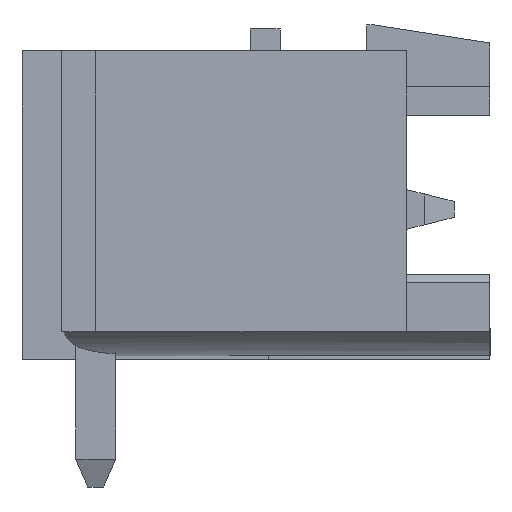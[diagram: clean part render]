
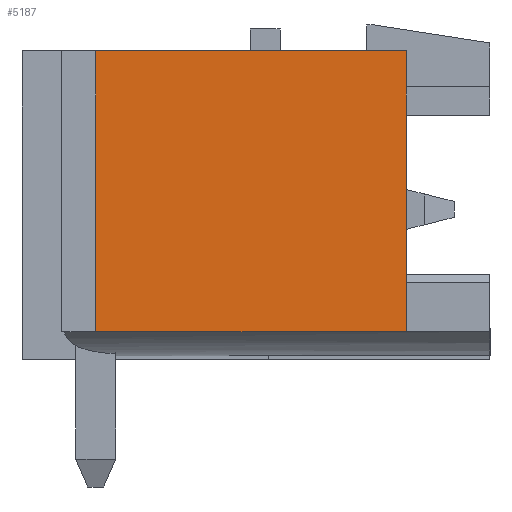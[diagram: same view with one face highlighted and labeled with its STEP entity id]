
A CAD part, left-side view. The second image highlights one B-rep face of the part: STEP entity #5187.
In plain terms, the highlighted planar face has unit normal (-1, 0, 0).
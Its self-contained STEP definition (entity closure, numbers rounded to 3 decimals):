
#5167=AXIS2_PLACEMENT_3D('Plane Axis2P3D',#5164,#5165,#5166) ;
#283=CARTESIAN_POINT('Vertex',(0.,9.9,10.95)) ;
#286=CARTESIAN_POINT('Line Origine',(0.,6.,10.95)) ;
#290=CARTESIAN_POINT('Vertex',(0.,2.1,10.95)) ;
#5149=CARTESIAN_POINT('Vertex',(0.,9.9,3.9)) ;
#5152=CARTESIAN_POINT('Line Origine',(0.,9.9,7.425)) ;
#5164=CARTESIAN_POINT('Axis2P3D Location',(0.,2.1,0.)) ;
#5169=CARTESIAN_POINT('Line Origine',(0.,6.,3.9)) ;
#5173=CARTESIAN_POINT('Vertex',(0.,2.1,3.9)) ;
#5176=CARTESIAN_POINT('Line Origine',(0.,2.1,7.425)) ;
#287=DIRECTION('Vector Direction',(0.,1.,0.)) ;
#5153=DIRECTION('Vector Direction',(0.,0.,1.)) ;
#5165=DIRECTION('Axis2P3D Direction',(1.,0.,0.)) ;
#5166=DIRECTION('Axis2P3D XDirection',(0.,1.,0.)) ;
#5170=DIRECTION('Vector Direction',(0.,1.,0.)) ;
#5177=DIRECTION('Vector Direction',(0.,0.,1.)) ;
#288=VECTOR('Line Direction',#287,1.) ;
#5154=VECTOR('Line Direction',#5153,1.) ;
#5171=VECTOR('Line Direction',#5170,1.) ;
#5178=VECTOR('Line Direction',#5177,1.) ;
#5182=ORIENTED_EDGE('',*,*,#5156,.F.) ;
#5183=ORIENTED_EDGE('',*,*,#5175,.T.) ;
#5184=ORIENTED_EDGE('',*,*,#5180,.T.) ;
#5185=ORIENTED_EDGE('',*,*,#292,.F.) ;
#5187=ADVANCED_FACE('Housing-B',(#5186),#5168,.F.) ;
#292=EDGE_CURVE('',#284,#291,#289,.F.) ;
#5156=EDGE_CURVE('',#5150,#284,#5155,.T.) ;
#5175=EDGE_CURVE('',#5150,#5174,#5172,.F.) ;
#5180=EDGE_CURVE('',#5174,#291,#5179,.T.) ;
#5181=EDGE_LOOP('',(#5182,#5183,#5184,#5185)) ;
#5186=FACE_OUTER_BOUND('',#5181,.T.) ;
#289=LINE('Line',#286,#288) ;
#5155=LINE('Line',#5152,#5154) ;
#5172=LINE('Line',#5169,#5171) ;
#5179=LINE('Line',#5176,#5178) ;
#5168=PLANE('',#5167) ;
#284=VERTEX_POINT('',#283) ;
#291=VERTEX_POINT('',#290) ;
#5150=VERTEX_POINT('',#5149) ;
#5174=VERTEX_POINT('',#5173) ;
